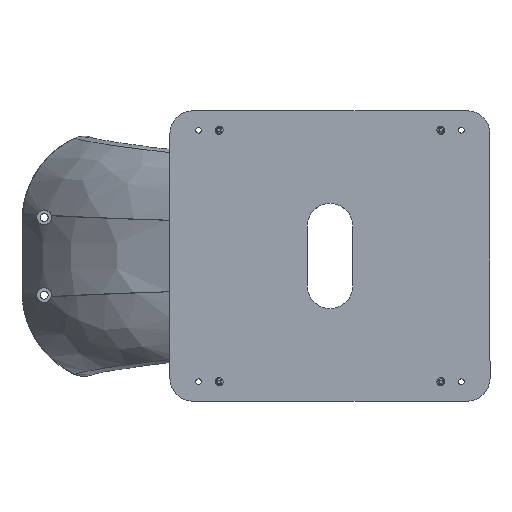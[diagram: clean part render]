
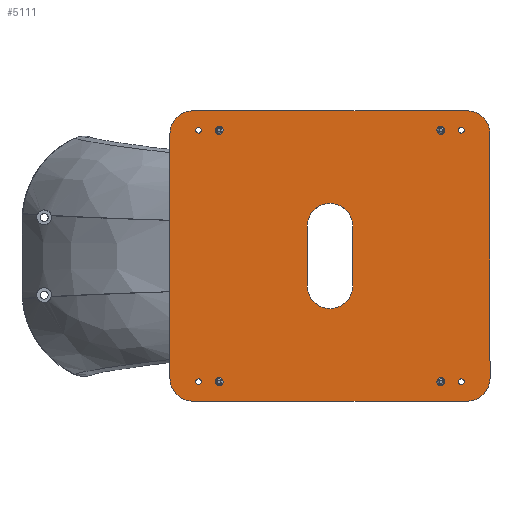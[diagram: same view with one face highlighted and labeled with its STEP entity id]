
A CAD part, top view. The second image highlights one B-rep face of the part: STEP entity #5111.
In plain terms, the highlighted planar face has unit normal (0, 0, 1).
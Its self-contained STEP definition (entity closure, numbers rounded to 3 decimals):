
#493=FACE_BOUND('',#937,.T.);
#494=FACE_BOUND('',#938,.T.);
#495=FACE_BOUND('',#939,.T.);
#496=FACE_BOUND('',#940,.T.);
#497=FACE_BOUND('',#941,.T.);
#498=FACE_BOUND('',#942,.T.);
#499=FACE_BOUND('',#943,.T.);
#500=FACE_BOUND('',#944,.T.);
#501=FACE_BOUND('',#945,.T.);
#526=PLANE('',#5443);
#632=FACE_OUTER_BOUND('',#936,.T.);
#936=EDGE_LOOP('',(#3375,#3376,#3377,#3378,#3379,#3380,#3381,#3382));
#937=EDGE_LOOP('',(#3383));
#938=EDGE_LOOP('',(#3384));
#939=EDGE_LOOP('',(#3385));
#940=EDGE_LOOP('',(#3386));
#941=EDGE_LOOP('',(#3387));
#942=EDGE_LOOP('',(#3388));
#943=EDGE_LOOP('',(#3389,#3390,#3391,#3392));
#944=EDGE_LOOP('',(#3393));
#945=EDGE_LOOP('',(#3394));
#1272=LINE('',#7053,#1501);
#1273=LINE('',#7057,#1502);
#1274=LINE('',#7061,#1503);
#1275=LINE('',#7064,#1504);
#1276=LINE('',#7071,#1505);
#1277=LINE('',#7075,#1506);
#1501=VECTOR('',#5926,10.);
#1502=VECTOR('',#5929,10.);
#1503=VECTOR('',#5932,10.);
#1504=VECTOR('',#5935,10.);
#1505=VECTOR('',#5940,10.);
#1506=VECTOR('',#5943,10.);
#1725=CIRCLE('',#5425,1.25);
#1727=CIRCLE('',#5428,1.25);
#1729=CIRCLE('',#5431,1.25);
#1731=CIRCLE('',#5434,1.25);
#1735=CIRCLE('',#5439,1.75);
#1738=CIRCLE('',#5444,10.);
#1739=CIRCLE('',#5445,10.);
#1740=CIRCLE('',#5446,10.);
#1741=CIRCLE('',#5447,10.);
#1742=CIRCLE('',#5448,1.75);
#1743=CIRCLE('',#5449,1.75);
#1744=CIRCLE('',#5450,10.);
#1745=CIRCLE('',#5451,10.);
#1746=CIRCLE('',#5452,1.75);
#1979=VERTEX_POINT('',#7013);
#1981=VERTEX_POINT('',#7019);
#1983=VERTEX_POINT('',#7025);
#1985=VERTEX_POINT('',#7031);
#1988=VERTEX_POINT('',#7039);
#1991=VERTEX_POINT('',#7049);
#1992=VERTEX_POINT('',#7050);
#1993=VERTEX_POINT('',#7052);
#1994=VERTEX_POINT('',#7054);
#1995=VERTEX_POINT('',#7056);
#1996=VERTEX_POINT('',#7058);
#1997=VERTEX_POINT('',#7060);
#1998=VERTEX_POINT('',#7062);
#1999=VERTEX_POINT('',#7065);
#2000=VERTEX_POINT('',#7067);
#2001=VERTEX_POINT('',#7069);
#2002=VERTEX_POINT('',#7070);
#2003=VERTEX_POINT('',#7072);
#2004=VERTEX_POINT('',#7074);
#2005=VERTEX_POINT('',#7077);
#2514=EDGE_CURVE('',#1979,#1979,#1725,.T.);
#2517=EDGE_CURVE('',#1981,#1981,#1727,.T.);
#2520=EDGE_CURVE('',#1983,#1983,#1729,.T.);
#2523=EDGE_CURVE('',#1985,#1985,#1731,.T.);
#2528=EDGE_CURVE('',#1988,#1988,#1735,.T.);
#2532=EDGE_CURVE('',#1991,#1992,#1738,.T.);
#2533=EDGE_CURVE('',#1993,#1991,#1272,.T.);
#2534=EDGE_CURVE('',#1994,#1993,#1739,.T.);
#2535=EDGE_CURVE('',#1995,#1994,#1273,.T.);
#2536=EDGE_CURVE('',#1996,#1995,#1740,.T.);
#2537=EDGE_CURVE('',#1997,#1996,#1274,.T.);
#2538=EDGE_CURVE('',#1998,#1997,#1741,.T.);
#2539=EDGE_CURVE('',#1992,#1998,#1275,.T.);
#2540=EDGE_CURVE('',#1999,#1999,#1742,.T.);
#2541=EDGE_CURVE('',#2000,#2000,#1743,.T.);
#2542=EDGE_CURVE('',#2001,#2002,#1276,.T.);
#2543=EDGE_CURVE('',#2002,#2003,#1744,.T.);
#2544=EDGE_CURVE('',#2003,#2004,#1277,.T.);
#2545=EDGE_CURVE('',#2001,#2004,#1745,.T.);
#2546=EDGE_CURVE('',#2005,#2005,#1746,.T.);
#3375=ORIENTED_EDGE('',*,*,#2532,.F.);
#3376=ORIENTED_EDGE('',*,*,#2533,.F.);
#3377=ORIENTED_EDGE('',*,*,#2534,.F.);
#3378=ORIENTED_EDGE('',*,*,#2535,.F.);
#3379=ORIENTED_EDGE('',*,*,#2536,.F.);
#3380=ORIENTED_EDGE('',*,*,#2537,.F.);
#3381=ORIENTED_EDGE('',*,*,#2538,.F.);
#3382=ORIENTED_EDGE('',*,*,#2539,.F.);
#3383=ORIENTED_EDGE('',*,*,#2514,.T.);
#3384=ORIENTED_EDGE('',*,*,#2517,.T.);
#3385=ORIENTED_EDGE('',*,*,#2520,.T.);
#3386=ORIENTED_EDGE('',*,*,#2523,.T.);
#3387=ORIENTED_EDGE('',*,*,#2540,.F.);
#3388=ORIENTED_EDGE('',*,*,#2541,.F.);
#3389=ORIENTED_EDGE('',*,*,#2542,.T.);
#3390=ORIENTED_EDGE('',*,*,#2543,.T.);
#3391=ORIENTED_EDGE('',*,*,#2544,.T.);
#3392=ORIENTED_EDGE('',*,*,#2545,.F.);
#3393=ORIENTED_EDGE('',*,*,#2546,.F.);
#3394=ORIENTED_EDGE('',*,*,#2528,.F.);
#5111=ADVANCED_FACE('',(#632,#493,#494,#495,#496,#497,#498,#499,#500,#501),
#526,.F.);
#5425=AXIS2_PLACEMENT_3D('',#7014,#5881,#5882);
#5428=AXIS2_PLACEMENT_3D('',#7020,#5888,#5889);
#5431=AXIS2_PLACEMENT_3D('',#7026,#5895,#5896);
#5434=AXIS2_PLACEMENT_3D('',#7032,#5902,#5903);
#5439=AXIS2_PLACEMENT_3D('',#7041,#5913,#5914);
#5443=AXIS2_PLACEMENT_3D('',#7048,#5922,#5923);
#5444=AXIS2_PLACEMENT_3D('',#7051,#5924,#5925);
#5445=AXIS2_PLACEMENT_3D('',#7055,#5927,#5928);
#5446=AXIS2_PLACEMENT_3D('',#7059,#5930,#5931);
#5447=AXIS2_PLACEMENT_3D('',#7063,#5933,#5934);
#5448=AXIS2_PLACEMENT_3D('',#7066,#5936,#5937);
#5449=AXIS2_PLACEMENT_3D('',#7068,#5938,#5939);
#5450=AXIS2_PLACEMENT_3D('',#7073,#5941,#5942);
#5451=AXIS2_PLACEMENT_3D('',#7076,#5944,#5945);
#5452=AXIS2_PLACEMENT_3D('',#7078,#5946,#5947);
#5881=DIRECTION('center_axis',(0.,0.,
-1.));
#5882=DIRECTION('ref_axis',(1.,0.,0.));
#5888=DIRECTION('center_axis',(0.,0.,
-1.));
#5889=DIRECTION('ref_axis',(1.,0.,0.));
#5895=DIRECTION('center_axis',(0.,0.,
-1.));
#5896=DIRECTION('ref_axis',(1.,0.,0.));
#5902=DIRECTION('center_axis',(0.,0.,
-1.));
#5903=DIRECTION('ref_axis',(1.,0.,0.));
#5913=DIRECTION('center_axis',(0.,0.,
1.));
#5914=DIRECTION('ref_axis',(-1.,0.,0.));
#5922=DIRECTION('center_axis',(0.,0.,
-1.));
#5923=DIRECTION('ref_axis',(-1.,0.,0.));
#5924=DIRECTION('center_axis',(0.,0.,
-1.));
#5925=DIRECTION('ref_axis',(0.,-1.,0.));
#5926=DIRECTION('',(-1.,0.,0.));
#5927=DIRECTION('center_axis',(0.,0.,
-1.));
#5928=DIRECTION('ref_axis',(1.,0.,0.));
#5929=DIRECTION('',(0.,-1.,0.));
#5930=DIRECTION('center_axis',(0.,0.,
-1.));
#5931=DIRECTION('ref_axis',(0.,1.,0.));
#5932=DIRECTION('',(1.,0.,0.));
#5933=DIRECTION('center_axis',(0.,0.,
-1.));
#5934=DIRECTION('ref_axis',(-1.,0.,0.));
#5935=DIRECTION('',(0.,1.,0.));
#5936=DIRECTION('center_axis',(0.,0.,
1.));
#5937=DIRECTION('ref_axis',(-1.,0.,0.));
#5938=DIRECTION('center_axis',(0.,0.,
1.));
#5939=DIRECTION('ref_axis',(-1.,0.,0.));
#5940=DIRECTION('',(1.,0.,0.));
#5941=DIRECTION('center_axis',(0.,0.,
-1.));
#5942=DIRECTION('ref_axis',(-1.,0.,0.));
#5943=DIRECTION('',(-1.,0.,0.));
#5944=DIRECTION('center_axis',(0.,0.,
1.));
#5945=DIRECTION('ref_axis',(-1.,0.,0.));
#5946=DIRECTION('center_axis',(0.,0.,
1.));
#5947=DIRECTION('ref_axis',(-1.,0.,0.));
#7013=CARTESIAN_POINT('',(-56.25,319.443,140.042));
#7014=CARTESIAN_POINT('Origin',(-55.,319.443,140.042));
#7019=CARTESIAN_POINT('',(53.75,204.443,140.042));
#7020=CARTESIAN_POINT('Origin',(55.,204.443,140.042));
#7025=CARTESIAN_POINT('',(-56.25,204.443,140.042));
#7026=CARTESIAN_POINT('Origin',(-55.,204.443,140.042));
#7031=CARTESIAN_POINT('',(53.75,319.443,140.042));
#7032=CARTESIAN_POINT('Origin',(55.,319.443,140.042));
#7039=CARTESIAN_POINT('',(-53.25,310.443,140.042));
#7041=CARTESIAN_POINT('Origin',(-55.,310.443,140.042));
#7048=CARTESIAN_POINT('Origin',(0.,261.943,140.042));
#7049=CARTESIAN_POINT('',(-53.5,191.943,140.042));
#7050=CARTESIAN_POINT('',(-63.5,201.943,140.042));
#7051=CARTESIAN_POINT('Origin',(-53.5,201.943,140.042));
#7052=CARTESIAN_POINT('',(53.5,191.943,140.042));
#7053=CARTESIAN_POINT('',(53.5,191.943,140.042));
#7054=CARTESIAN_POINT('',(63.5,201.943,140.042));
#7055=CARTESIAN_POINT('Origin',(53.5,201.943,140.042));
#7056=CARTESIAN_POINT('',(63.5,321.943,140.042));
#7057=CARTESIAN_POINT('',(63.5,321.943,140.042));
#7058=CARTESIAN_POINT('',(53.5,331.943,140.042));
#7059=CARTESIAN_POINT('Origin',(53.5,321.943,140.042));
#7060=CARTESIAN_POINT('',(-53.5,331.943,140.042));
#7061=CARTESIAN_POINT('',(-53.5,331.943,140.042));
#7062=CARTESIAN_POINT('',(-63.5,321.943,140.042));
#7063=CARTESIAN_POINT('Origin',(-53.5,321.943,140.042));
#7064=CARTESIAN_POINT('',(-63.5,201.943,140.042));
#7065=CARTESIAN_POINT('',(56.75,310.443,140.042));
#7066=CARTESIAN_POINT('Origin',(55.,310.443,140.042));
#7067=CARTESIAN_POINT('',(-53.25,213.443,140.042));
#7068=CARTESIAN_POINT('Origin',(-55.,213.443,140.042));
#7069=CARTESIAN_POINT('',(-13.,271.943,140.042));
#7070=CARTESIAN_POINT('',(13.,271.943,140.042));
#7071=CARTESIAN_POINT('',(-6.5,271.943,140.042));
#7072=CARTESIAN_POINT('',(13.,251.943,140.042));
#7073=CARTESIAN_POINT('Origin',(13.,261.943,140.042));
#7074=CARTESIAN_POINT('',(-13.,251.943,140.042));
#7075=CARTESIAN_POINT('',(6.5,251.943,140.042));
#7076=CARTESIAN_POINT('Origin',(-13.,261.943,140.042));
#7077=CARTESIAN_POINT('',(56.75,213.443,140.042));
#7078=CARTESIAN_POINT('Origin',(55.,213.443,140.042));
